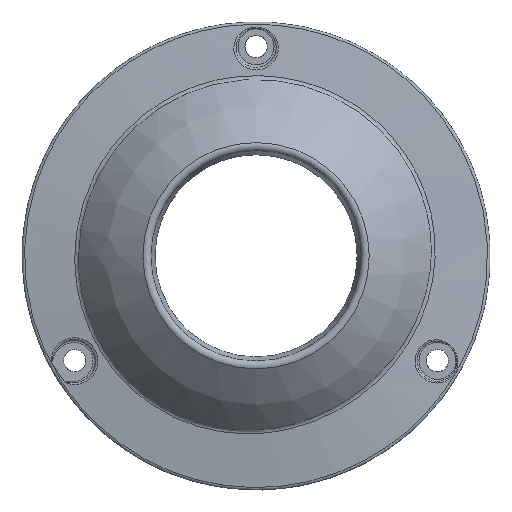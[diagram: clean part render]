
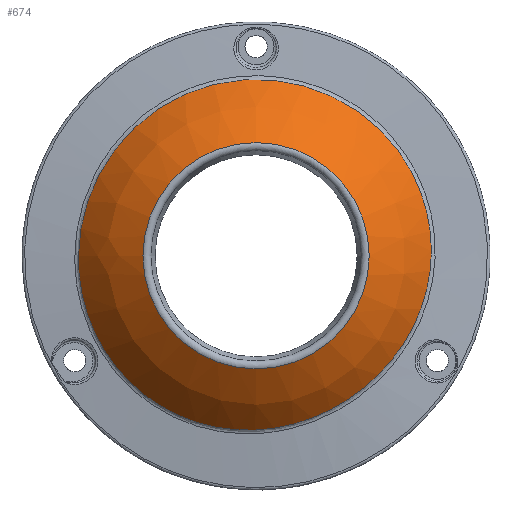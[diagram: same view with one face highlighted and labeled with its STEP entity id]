
A CAD part, top view. The second image highlights one B-rep face of the part: STEP entity #674.
In plain terms, the highlighted spherical face has radius 20.25 mm.
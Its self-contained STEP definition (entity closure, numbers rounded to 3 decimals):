
#24=SPHERICAL_SURFACE('',#737,20.25);
#124=FACE_OUTER_BOUND('',#173,.T.);
#173=EDGE_LOOP('',(#509,#510,#511,#512,#513));
#230=B_SPLINE_CURVE_WITH_KNOTS('',3,(#2334,#2335,#2336,#2337,#2338,#2339,
#2340,#2341,#2342,#2343,#2344,#2345,#2346,#2347,#2348,#2349,#2350,#2351,
#2352),.UNSPECIFIED.,.F.,.F.,(4,1,1,2,1,1,2,1,1,2,1,1,1,4),(-10.238,
-9.304,-8.837,-8.37,-7.144,
-6.531,-5.919,-5.292,-4.666,
-3.413,-2.746,-2.08,-1.414,
-0.774),.UNSPECIFIED.);
#231=B_SPLINE_CURVE_WITH_KNOTS('',3,(#2353,#2354,#2355,#2356,#2357,#2358),
 .UNSPECIFIED.,.F.,.F.,(4,2,4),(-0.774,-0.747,0.),
 .UNSPECIFIED.);
#266=CIRCLE('',#736,10.401);
#267=CIRCLE('',#738,20.25);
#307=VERTEX_POINT('',#2327);
#308=VERTEX_POINT('',#2331);
#309=VERTEX_POINT('',#2333);
#383=EDGE_CURVE('',#307,#307,#266,.T.);
#384=EDGE_CURVE('',#307,#308,#267,.T.);
#385=EDGE_CURVE('',#309,#308,#230,.T.);
#386=EDGE_CURVE('',#308,#309,#231,.T.);
#509=ORIENTED_EDGE('',*,*,#383,.F.);
#510=ORIENTED_EDGE('',*,*,#384,.T.);
#511=ORIENTED_EDGE('',*,*,#385,.F.);
#512=ORIENTED_EDGE('',*,*,#386,.F.);
#513=ORIENTED_EDGE('',*,*,#384,.F.);
#674=ADVANCED_FACE('',(#124),#24,.T.);
#736=AXIS2_PLACEMENT_3D('',#2329,#822,#823);
#737=AXIS2_PLACEMENT_3D('',#2330,#824,#825);
#738=AXIS2_PLACEMENT_3D('',#2332,#826,#827);
#822=DIRECTION('center_axis',(0.,0.,1.));
#823=DIRECTION('ref_axis',(1.,0.,0.));
#824=DIRECTION('center_axis',(0.,0.,1.));
#825=DIRECTION('ref_axis',(1.,0.,0.));
#826=DIRECTION('center_axis',(0.,-1.,0.));
#827=DIRECTION('ref_axis',(-1.,0.,0.));
#2327=CARTESIAN_POINT('',(-51.551,8.35,19.025));
#2329=CARTESIAN_POINT('Origin',(-41.15,8.35,19.025));
#2330=CARTESIAN_POINT('Origin',(-41.15,8.35,1.65));
#2331=CARTESIAN_POINT('',(-57.467,8.35,13.644));
#2332=CARTESIAN_POINT('Origin',(-41.15,8.35,1.65));
#2333=CARTESIAN_POINT('',(-55.621,15.724,13.745));
#2334=CARTESIAN_POINT('Ctrl Pts',(-55.621,15.724,13.745));
#2335=CARTESIAN_POINT('Ctrl Pts',(-54.205,18.467,13.766));
#2336=CARTESIAN_POINT('Ctrl Pts',(-50.901,21.968,13.764));
#2337=CARTESIAN_POINT('Ctrl Pts',(-45.109,24.308,13.773));
#2338=CARTESIAN_POINT('Ctrl Pts',(-42.009,24.611,13.785));
#2339=CARTESIAN_POINT('Ctrl Pts',(-36.413,24.396,13.78));
#2340=CARTESIAN_POINT('Ctrl Pts',(-30.469,21.776,13.73));
#2341=CARTESIAN_POINT('Ctrl Pts',(-25.876,14.9,13.748));
#2342=CARTESIAN_POINT('Ctrl Pts',(-25.047,10.863,13.839));
#2343=CARTESIAN_POINT('Ctrl Pts',(-25.043,6.769,14.));
#2344=CARTESIAN_POINT('Ctrl Pts',(-25.907,2.64,14.22));
#2345=CARTESIAN_POINT('Ctrl Pts',(-30.587,-4.345,14.641));
#2346=CARTESIAN_POINT('Ctrl Pts',(-36.503,-7.278,14.375));
#2347=CARTESIAN_POINT('Ctrl Pts',(-42.821,-7.785,13.968));
#2348=CARTESIAN_POINT('Ctrl Pts',(-47.278,-7.211,13.71));
#2349=CARTESIAN_POINT('Ctrl Pts',(-53.022,-3.645,13.494));
#2350=CARTESIAN_POINT('Ctrl Pts',(-56.72,1.904,13.503));
#2351=CARTESIAN_POINT('Ctrl Pts',(-57.496,6.236,13.603));
#2352=CARTESIAN_POINT('Ctrl Pts',(-57.467,8.35,13.644));
#2353=CARTESIAN_POINT('Ctrl Pts',(-57.467,8.35,13.644));
#2354=CARTESIAN_POINT('Ctrl Pts',(-57.465,8.437,13.645));
#2355=CARTESIAN_POINT('Ctrl Pts',(-57.464,8.524,13.647));
#2356=CARTESIAN_POINT('Ctrl Pts',(-57.388,11.079,13.695));
#2357=CARTESIAN_POINT('Ctrl Pts',(-56.754,13.529,13.727));
#2358=CARTESIAN_POINT('Ctrl Pts',(-55.621,15.724,13.745));
